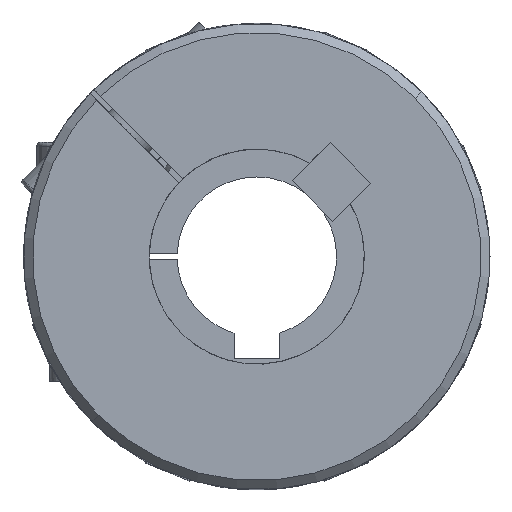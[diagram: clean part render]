
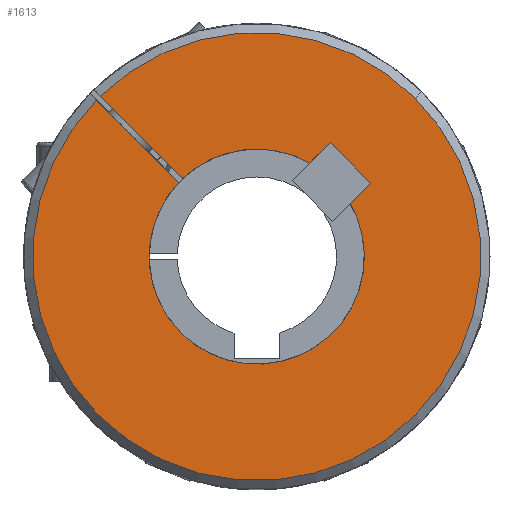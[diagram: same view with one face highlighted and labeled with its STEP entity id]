
A CAD part, front view. The second image highlights one B-rep face of the part: STEP entity #1613.
In plain terms, the highlighted planar face has unit normal (0, -1, 0).
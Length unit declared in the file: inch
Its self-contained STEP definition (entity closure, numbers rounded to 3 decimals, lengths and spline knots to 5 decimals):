
#40 = CARTESIAN_POINT ( 'NONE',  ( 0., -2.12, 0. ) ) ;
#68 = DIRECTION ( 'NONE',  ( 0.707, 0., -0.707 ) ) ;
#173 = AXIS2_PLACEMENT_3D ( 'NONE', #5725, #5711, #5703 ) ;
#236 = ORIENTED_EDGE ( 'NONE', *, *, #3757, .F. ) ;
#246 = ORIENTED_EDGE ( 'NONE', *, *, #6446, .T. ) ;
#255 = ORIENTED_EDGE ( 'NONE', *, *, #2963, .T. ) ;
#256 = ORIENTED_EDGE ( 'NONE', *, *, #2422, .T. ) ;
#264 = VERTEX_POINT ( 'NONE', #2711 ) ;
#268 = ORIENTED_EDGE ( 'NONE', *, *, #3365, .T. ) ;
#279 = ORIENTED_EDGE ( 'NONE', *, *, #4212, .F. ) ;
#290 = ORIENTED_EDGE ( 'NONE', *, *, #4196, .F. ) ;
#291 = ORIENTED_EDGE ( 'NONE', *, *, #5508, .F. ) ;
#297 = ORIENTED_EDGE ( 'NONE', *, *, #1060, .F. ) ;
#298 = ORIENTED_EDGE ( 'NONE', *, *, #3291, .F. ) ;
#308 = ORIENTED_EDGE ( 'NONE', *, *, #6399, .F. ) ;
#388 = CARTESIAN_POINT ( 'NONE',  ( -0.40684, -2.12, 0.42805 ) ) ;
#484 = VECTOR ( 'NONE', #2286, 39.37008 ) ;
#536 = CARTESIAN_POINT ( 'NONE',  ( -0.41758, -2.12, -0.41758 ) ) ;
#539 = DIRECTION ( 'NONE',  ( 0.707, 0., 0.707 ) ) ;
#540 = CARTESIAN_POINT ( 'NONE',  ( 0.62574, -2.12, 0.40303 ) ) ;
#550 = LINE ( 'NONE', #540, #585 ) ;
#585 = VECTOR ( 'NONE', #539, 39.37008 ) ;
#696 = CARTESIAN_POINT ( 'NONE',  ( 0.29111, -2.12, 0.51382 ) ) ;
#757 = CIRCLE ( 'NONE', #4525, 0.59055 ) ;
#777 = CARTESIAN_POINT ( 'NONE',  ( 0.40303, -2.12, 0.62574 ) ) ;
#782 = DIRECTION ( 'NONE',  ( -0.707, 0., -0.707 ) ) ;
#784 = VERTEX_POINT ( 'NONE', #1120 ) ;
#785 = DIRECTION ( 'NONE',  ( 0., -1., 0. ) ) ;
#795 = CARTESIAN_POINT ( 'NONE',  ( 0., -2.12, 0. ) ) ;
#805 = AXIS2_PLACEMENT_3D ( 'NONE', #5449, #2534, #4509 ) ;
#813 = CIRCLE ( 'NONE', #805, 0.59055 ) ;
#978 = VERTEX_POINT ( 'NONE', #777 ) ;
#1019 = VERTEX_POINT ( 'NONE', #696 ) ;
#1060 = EDGE_CURVE ( 'NONE', #1408, #3869, #550, .T. ) ;
#1063 = VERTEX_POINT ( 'NONE', #536 ) ;
#1120 = CARTESIAN_POINT ( 'NONE',  ( -0.85907, -2.12, 0.88028 ) ) ;
#1245 = DIRECTION ( 'NONE',  ( -0.707, 0., -0.707 ) ) ;
#1301 = CARTESIAN_POINT ( 'NONE',  ( 0.62574, -2.12, 0.40303 ) ) ;
#1310 = VERTEX_POINT ( 'NONE', #6687 ) ;
#1330 = EDGE_LOOP ( 'NONE', ( #236, #246, #255, #256, #268, #279, #290, #291, #297, #298, #308 ) ) ;
#1398 = AXIS2_PLACEMENT_3D ( 'NONE', #40, #4305, #5782 ) ;
#1408 = VERTEX_POINT ( 'NONE', #6396 ) ;
#1425 = CARTESIAN_POINT ( 'NONE',  ( -0.86974, -2.12, -0.86974 ) ) ;
#1613 = ADVANCED_FACE ( 'NONE', ( #5736 ), #5734, .T. ) ;
#2175 = LINE ( 'NONE', #2295, #5272 ) ;
#2286 = DIRECTION ( 'NONE',  ( -0.707, 0., 0.707 ) ) ;
#2295 = CARTESIAN_POINT ( 'NONE',  ( 0.01061, -2.12, 0.01061 ) ) ;
#2422 = EDGE_CURVE ( 'NONE', #264, #784, #2598, .T. ) ;
#2534 = DIRECTION ( 'NONE',  ( 0., -1., 0. ) ) ;
#2598 = CIRCLE ( 'NONE', #2686, 1.23 ) ;
#2686 = AXIS2_PLACEMENT_3D ( 'NONE', #3263, #3222, #3220 ) ;
#2711 = CARTESIAN_POINT ( 'NONE',  ( 0.86974, -2.12, 0.86974 ) ) ;
#2963 = EDGE_CURVE ( 'NONE', #4591, #264, #6211, .T. ) ;
#3220 = DIRECTION ( 'NONE',  ( -0.707, 0., -0.707 ) ) ;
#3222 = DIRECTION ( 'NONE',  ( 0., -1., 0. ) ) ;
#3263 = CARTESIAN_POINT ( 'NONE',  ( 0., -2.12, 0. ) ) ;
#3291 = EDGE_CURVE ( 'NONE', #1063, #1408, #813, .T. ) ;
#3365 = EDGE_CURVE ( 'NONE', #784, #6728, #2175, .T. ) ;
#3403 = DIRECTION ( 'NONE',  ( -0.707, 0., -0.707 ) ) ;
#3420 = DIRECTION ( 'NONE',  ( 0., -1., 0. ) ) ;
#3422 = CARTESIAN_POINT ( 'NONE',  ( 0., -2.12, 0. ) ) ;
#3553 = DIRECTION ( 'NONE',  ( -0.707, 0., -0.707 ) ) ;
#3554 = CARTESIAN_POINT ( 'NONE',  ( 0.40303, -2.12, 0.62574 ) ) ;
#3601 = LINE ( 'NONE', #3554, #4479 ) ;
#3757 = EDGE_CURVE ( 'NONE', #1310, #3934, #5840, .T. ) ;
#3869 = VERTEX_POINT ( 'NONE', #5371 ) ;
#3934 = VERTEX_POINT ( 'NONE', #4810 ) ;
#4171 = AXIS2_PLACEMENT_3D ( 'NONE', #3422, #3420, #3403 ) ;
#4196 = EDGE_CURVE ( 'NONE', #978, #1019, #3601, .T. ) ;
#4207 = CIRCLE ( 'NONE', #1398, 1.23 ) ;
#4212 = EDGE_CURVE ( 'NONE', #1019, #6728, #4268, .T. ) ;
#4268 = CIRCLE ( 'NONE', #4171, 0.59055 ) ;
#4305 = DIRECTION ( 'NONE',  ( 0., -1., 0. ) ) ;
#4479 = VECTOR ( 'NONE', #3553, 39.37008 ) ;
#4509 = DIRECTION ( 'NONE',  ( -0.707, 0., -0.707 ) ) ;
#4525 = AXIS2_PLACEMENT_3D ( 'NONE', #5690, #5208, #1245 ) ;
#4591 = VERTEX_POINT ( 'NONE', #1425 ) ;
#4810 = CARTESIAN_POINT ( 'NONE',  ( -0.42805, -2.12, 0.40684 ) ) ;
#5208 = DIRECTION ( 'NONE',  ( 0., -1., 0. ) ) ;
#5272 = VECTOR ( 'NONE', #68, 39.37008 ) ;
#5371 = CARTESIAN_POINT ( 'NONE',  ( 0.62574, -2.12, 0.40303 ) ) ;
#5449 = CARTESIAN_POINT ( 'NONE',  ( 0., -2.12, 0. ) ) ;
#5504 = LINE ( 'NONE', #1301, #484 ) ;
#5508 = EDGE_CURVE ( 'NONE', #3869, #978, #5504, .T. ) ;
#5690 = CARTESIAN_POINT ( 'NONE',  ( 0., -2.12, 0. ) ) ;
#5703 = DIRECTION ( 'NONE',  ( -0.707, 0., -0.707 ) ) ;
#5711 = DIRECTION ( 'NONE',  ( 0., -1., 0. ) ) ;
#5725 = CARTESIAN_POINT ( 'NONE',  ( 0., -2.12, 0. ) ) ;
#5734 = PLANE ( 'NONE',  #173 ) ;
#5736 = FACE_OUTER_BOUND ( 'NONE', #1330, .T. ) ;
#5782 = DIRECTION ( 'NONE',  ( -0.707, 0., -0.707 ) ) ;
#5788 = VECTOR ( 'NONE', #5815, 39.37008 ) ;
#5815 = DIRECTION ( 'NONE',  ( 0.707, 0., -0.707 ) ) ;
#5824 = CARTESIAN_POINT ( 'NONE',  ( -0.01061, -2.12, -0.01061 ) ) ;
#5840 = LINE ( 'NONE', #5824, #5788 ) ;
#6211 = CIRCLE ( 'NONE', #6642, 1.23 ) ;
#6396 = CARTESIAN_POINT ( 'NONE',  ( 0.51382, -2.12, 0.29111 ) ) ;
#6399 = EDGE_CURVE ( 'NONE', #3934, #1063, #757, .T. ) ;
#6446 = EDGE_CURVE ( 'NONE', #1310, #4591, #4207, .T. ) ;
#6642 = AXIS2_PLACEMENT_3D ( 'NONE', #795, #785, #782 ) ;
#6687 = CARTESIAN_POINT ( 'NONE',  ( -0.88028, -2.12, 0.85907 ) ) ;
#6728 = VERTEX_POINT ( 'NONE', #388 ) ;
